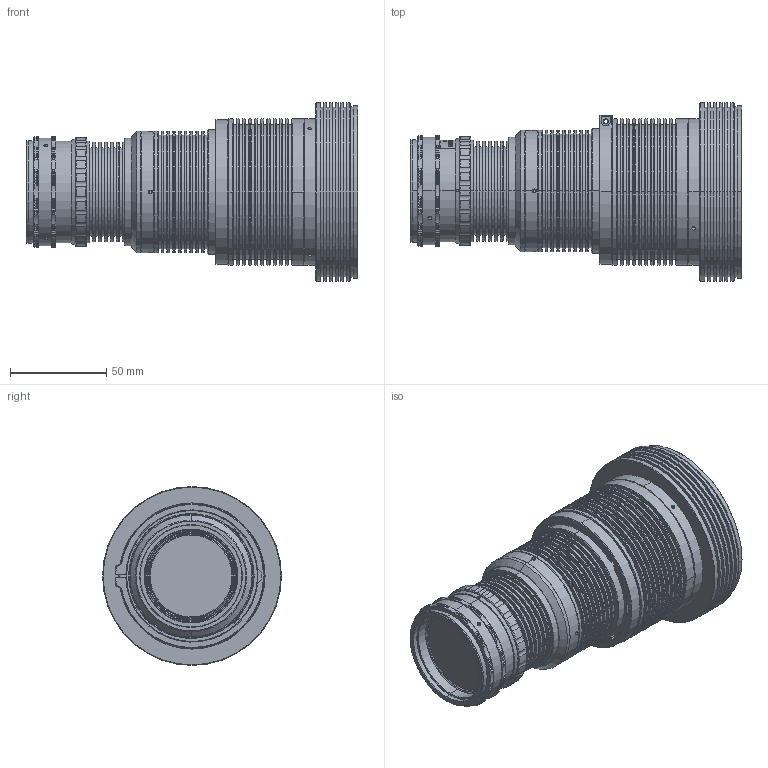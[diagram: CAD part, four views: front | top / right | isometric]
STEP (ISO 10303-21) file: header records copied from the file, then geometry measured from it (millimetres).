
FILE_DESCRIPTION (( 'STEP AP203' ), '1' );
FILE_NAME ('16K5-0.27X-M90.STEP', '2025-04-01T02:48:51', ( '' ), ( '' ), 'SwSTEP 2.0', 'SolidWorks 2018', '' );
FILE_SCHEMA (( 'CONFIG_CONTROL_DESIGN' ));
Length unit declared in the file: millimetre
Products named in the file (12): 16K5-0.27X-M90; 綴噩芠-妗陑3D; 覦趼遠8005-妗陑3D; 翋噩芠-妗陑3D; 嫖擊覃誹遠-妗陑3D; 諉諳; 0.27x; 主镜筒垫圈; 覃蝴諉諳-妗陑3D; 湮惕踡遠-妗陑3D; M2.5x2.5 す芛階佪; V71תM90
Assembly tree (20 placements, depth 3):
  16K5-0.27X-M90
    翋噩芠-妗陑3D
    綴噩芠-妗陑3D
    嫖擊覃誹遠-妗陑3D
    覦趼遠8005-妗陑3D
    諉諳
      覃蝴諉諳-妗陑3D
      V71תM90  x2
      湮惕踡遠-妗陑3D
    M2.5x2.5 す芛階佪  x10
    主镜筒垫圈
  0.27x
Bounding box: 172.56 x 93 x 93 mm (x, y, z)
Volume: 556064.2 mm3; surface area: 169110.7 mm2
Topology: 19 solids, 19 shells, 1791 faces, 4509 edges, 2903 vertices
Faces by surface type: plane 638, cylinder 587, cone 321, bspline 245
Entity records: 72393 total; most frequent: CARTESIAN_POINT 34707, ORIENTED_EDGE 8166, DIRECTION 6593, EDGE_CURVE 4083, AXIS2_PLACEMENT_3D 2654, VERTEX_POINT 2635, EDGE_LOOP 1748, FACE_OUTER_BOUND 1590
